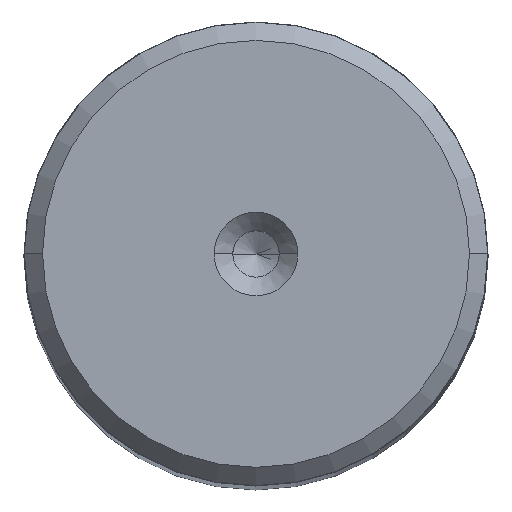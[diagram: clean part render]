
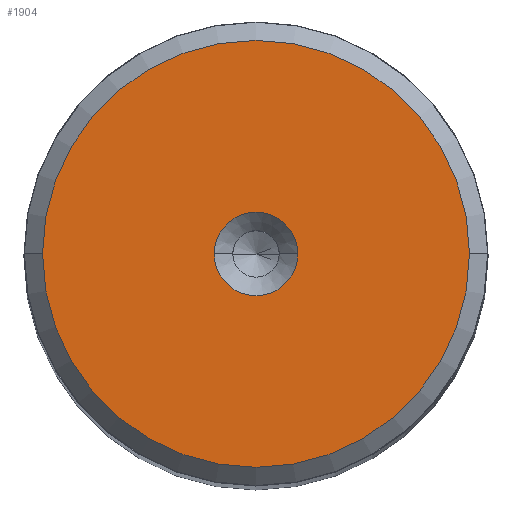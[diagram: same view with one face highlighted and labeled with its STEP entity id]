
A CAD part, top view. The second image highlights one B-rep face of the part: STEP entity #1904.
In plain terms, the highlighted planar face has unit normal (0, 0, 1).
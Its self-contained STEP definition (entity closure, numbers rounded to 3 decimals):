
#69 = ORIENTED_EDGE ( 'NONE', *, *, #2167, .T. ) ;
#215 = AXIS2_PLACEMENT_3D ( 'NONE', #1782, #713, #1602 ) ;
#231 = CARTESIAN_POINT ( 'NONE',  ( -11.509, 0., 130. ) ) ;
#274 = CIRCLE ( 'NONE', #476, 2.25 ) ;
#325 = AXIS2_PLACEMENT_3D ( 'NONE', #1265, #1631, #549 ) ;
#430 = CARTESIAN_POINT ( 'NONE',  ( 0., 0., 130. ) ) ;
#442 = DIRECTION ( 'NONE',  ( 0., 0., 1. ) ) ;
#476 = AXIS2_PLACEMENT_3D ( 'NONE', #2249, #1687, #612 ) ;
#549 = DIRECTION ( 'NONE',  ( 1., 0., 0. ) ) ;
#612 = DIRECTION ( 'NONE',  ( 1., 0., 0. ) ) ;
#713 = DIRECTION ( 'NONE',  ( 0., 0., 1. ) ) ;
#714 = VERTEX_POINT ( 'NONE', #2331 ) ;
#726 = CARTESIAN_POINT ( 'NONE',  ( 0., 0., 130. ) ) ;
#777 = ORIENTED_EDGE ( 'NONE', *, *, #1879, .T. ) ;
#886 = VERTEX_POINT ( 'NONE', #893 ) ;
#893 = CARTESIAN_POINT ( 'NONE',  ( 2.25, 0., 130. ) ) ;
#992 = AXIS2_PLACEMENT_3D ( 'NONE', #430, #442, #1515 ) ;
#999 = FACE_OUTER_BOUND ( 'NONE', #1251, .T. ) ;
#1049 = EDGE_LOOP ( 'NONE', ( #1173, #2159 ) ) ;
#1063 = FACE_BOUND ( 'NONE', #1049, .T. ) ;
#1173 = ORIENTED_EDGE ( 'NONE', *, *, #1449, .F. ) ;
#1251 = EDGE_LOOP ( 'NONE', ( #69, #777 ) ) ;
#1265 = CARTESIAN_POINT ( 'NONE',  ( 0., 0., 130. ) ) ;
#1429 = CIRCLE ( 'NONE', #992, 11.509 ) ;
#1440 = AXIS2_PLACEMENT_3D ( 'NONE', #726, #2155, #1993 ) ;
#1449 = EDGE_CURVE ( 'NONE', #886, #1627, #2256, .T. ) ;
#1515 = DIRECTION ( 'NONE',  ( 1., 0., 0. ) ) ;
#1602 = DIRECTION ( 'NONE',  ( 1., 0., 0. ) ) ;
#1627 = VERTEX_POINT ( 'NONE', #2279 ) ;
#1631 = DIRECTION ( 'NONE',  ( 0., 0., 1. ) ) ;
#1687 = DIRECTION ( 'NONE',  ( 0., 0., 1. ) ) ;
#1749 = CIRCLE ( 'NONE', #1440, 11.509 ) ;
#1782 = CARTESIAN_POINT ( 'NONE',  ( 0., 0., 130. ) ) ;
#1879 = EDGE_CURVE ( 'NONE', #714, #2252, #1749, .T. ) ;
#1904 = ADVANCED_FACE ( 'NONE', ( #1063, #999 ), #2171, .T. ) ;
#1993 = DIRECTION ( 'NONE',  ( 1., 0., 0. ) ) ;
#2155 = DIRECTION ( 'NONE',  ( 0., 0., 1. ) ) ;
#2159 = ORIENTED_EDGE ( 'NONE', *, *, #2339, .F. ) ;
#2167 = EDGE_CURVE ( 'NONE', #2252, #714, #1429, .T. ) ;
#2171 = PLANE ( 'NONE',  #215 ) ;
#2249 = CARTESIAN_POINT ( 'NONE',  ( 0., 0., 130. ) ) ;
#2252 = VERTEX_POINT ( 'NONE', #231 ) ;
#2256 = CIRCLE ( 'NONE', #325, 2.25 ) ;
#2279 = CARTESIAN_POINT ( 'NONE',  ( -2.25, 0., 130. ) ) ;
#2331 = CARTESIAN_POINT ( 'NONE',  ( 11.509, 0., 130. ) ) ;
#2339 = EDGE_CURVE ( 'NONE', #1627, #886, #274, .T. ) ;
